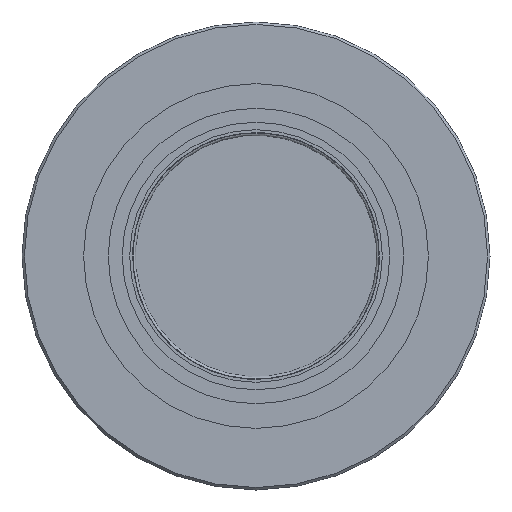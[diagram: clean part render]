
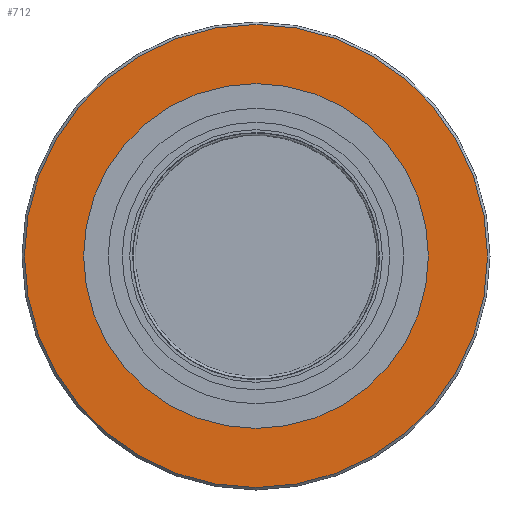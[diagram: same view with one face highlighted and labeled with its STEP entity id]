
A CAD part, front view. The second image highlights one B-rep face of the part: STEP entity #712.
In plain terms, the highlighted planar face has unit normal (0, -1, 0).
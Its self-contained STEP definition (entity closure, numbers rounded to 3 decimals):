
#64=FACE_BOUND('',#149,.T.);
#78=PLANE('',#854);
#97=FACE_OUTER_BOUND('',#148,.T.);
#148=EDGE_LOOP('',(#517));
#149=EDGE_LOOP('',(#518));
#262=CIRCLE('',#853,47.);
#263=CIRCLE('',#855,35.);
#339=VERTEX_POINT('',#1288);
#340=VERTEX_POINT('',#1292);
#409=EDGE_CURVE('',#339,#339,#262,.T.);
#410=EDGE_CURVE('',#340,#340,#263,.T.);
#517=ORIENTED_EDGE('',*,*,#409,.F.);
#518=ORIENTED_EDGE('',*,*,#410,.T.);
#712=ADVANCED_FACE('',(#97,#64),#78,.T.);
#853=AXIS2_PLACEMENT_3D('',#1290,#1003,#1004);
#854=AXIS2_PLACEMENT_3D('',#1291,#1005,#1006);
#855=AXIS2_PLACEMENT_3D('',#1293,#1007,#1008);
#1003=DIRECTION('center_axis',(0.,1.,0.));
#1004=DIRECTION('ref_axis',(1.,0.,0.));
#1005=DIRECTION('center_axis',(0.,-1.,0.));
#1006=DIRECTION('ref_axis',(0.,0.,-1.));
#1007=DIRECTION('center_axis',(0.,1.,0.));
#1008=DIRECTION('ref_axis',(1.,0.,0.));
#1288=CARTESIAN_POINT('',(-47.,0.,0.));
#1290=CARTESIAN_POINT('Origin',(0.,0.,0.));
#1291=CARTESIAN_POINT('Origin',(-47.5,0.,0.));
#1292=CARTESIAN_POINT('',(35.,0.,0.));
#1293=CARTESIAN_POINT('Origin',(0.,0.,0.));
